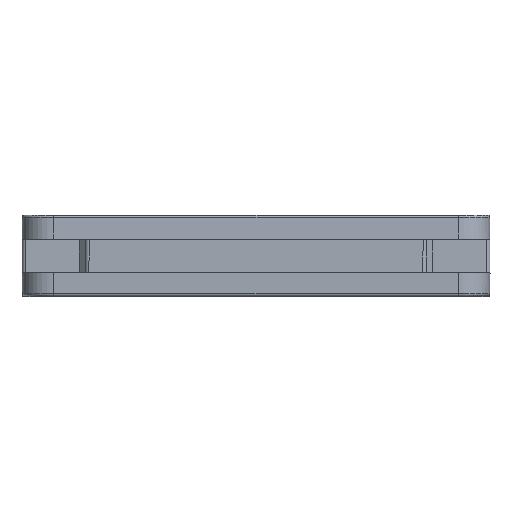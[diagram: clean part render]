
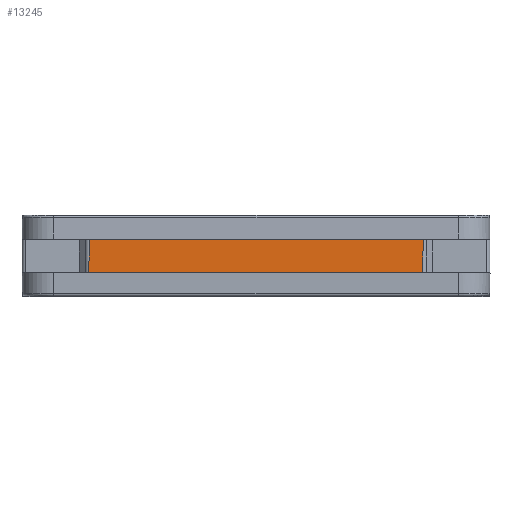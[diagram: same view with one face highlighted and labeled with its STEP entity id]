
A CAD part, top view. The second image highlights one B-rep face of the part: STEP entity #13245.
In plain terms, the highlighted planar face has unit normal (0, 0, 1).
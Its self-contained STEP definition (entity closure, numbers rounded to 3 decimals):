
#4147=CARTESIAN_POINT('',(-26.001,7.3,30.));
#4148=CARTESIAN_POINT('',(-26.008,7.3,30.));
#4149=CARTESIAN_POINT('',(-26.023,7.298,30.));
#4150=CARTESIAN_POINT('',(-26.044,7.288,30.));
#4151=CARTESIAN_POINT('',(-26.057,7.278,30.));
#4152=CARTESIAN_POINT('',(-26.063,7.273,30.));
#4828=DIRECTION('',(-0.001,-1.,0.));
#4829=VECTOR('',#4828,4.18);
#4830=CARTESIAN_POINT('',(-21.408,7.24,30.));
#4831=LINE('',#4830,#4829);
#4874=CARTESIAN_POINT('',(-21.425,7.24,30.));
#4876=DIRECTION('',(-1.,0.,0.));
#4877=VECTOR('',#4876,52.001);
#4878=CARTESIAN_POINT('',(26.001,3.,30.));
#4879=LINE('',#4878,#4877);
#4880=DIRECTION('',(1.,0.007,0.));
#4881=VECTOR('',#4880,4.651);
#4882=CARTESIAN_POINT('',(-26.063,3.027,30.));
#4883=LINE('',#4882,#4881);
#4884=CARTESIAN_POINT('',(-21.408,7.24,30.));
#4885=CARTESIAN_POINT('',(-21.414,7.24,30.));
#4886=CARTESIAN_POINT('',(-21.418,7.24,30.));
#4887=CARTESIAN_POINT('',(-21.425,7.24,30.));
#4889=DIRECTION('',(-1.,0.007,0.));
#4890=VECTOR('',#4889,4.639);
#4891=CARTESIAN_POINT('',(-21.425,7.24,30.));
#4892=LINE('',#4891,#4890);
#4893=DIRECTION('',(1.,0.,0.));
#4894=VECTOR('',#4893,52.001);
#4895=CARTESIAN_POINT('',(-26.001,7.3,30.));
#4896=LINE('',#4895,#4894);
#4897=CARTESIAN_POINT('',(26.001,7.3,30.));
#4898=CARTESIAN_POINT('',(26.008,7.3,30.));
#4899=CARTESIAN_POINT('',(26.023,7.298,30.));
#4900=CARTESIAN_POINT('',(26.044,7.288,30.));
#4901=CARTESIAN_POINT('',(26.057,7.278,30.));
#4902=CARTESIAN_POINT('',(26.063,7.273,30.));
#4904=DIRECTION('',(-1.,-0.007,0.));
#4905=VECTOR('',#4904,4.651);
#4906=CARTESIAN_POINT('',(26.063,7.273,30.));
#4907=LINE('',#4906,#4905);
#4908=CARTESIAN_POINT('',(21.408,3.06,30.));
#4909=CARTESIAN_POINT('',(21.414,3.06,30.));
#4910=CARTESIAN_POINT('',(21.418,3.06,30.));
#4911=CARTESIAN_POINT('',(21.425,3.06,30.));
#4913=DIRECTION('',(1.,-0.007,0.));
#4914=VECTOR('',#4913,4.639);
#4915=CARTESIAN_POINT('',(21.425,3.06,30.));
#4916=LINE('',#4915,#4914);
#4917=CARTESIAN_POINT('',(26.063,3.027,30.));
#4918=CARTESIAN_POINT('',(26.057,3.022,30.));
#4919=CARTESIAN_POINT('',(26.044,3.012,30.));
#4920=CARTESIAN_POINT('',(26.023,3.002,30.));
#4921=CARTESIAN_POINT('',(26.008,3.,30.));
#4922=CARTESIAN_POINT('',(26.001,3.,30.));
#4972=CARTESIAN_POINT('',(-26.063,3.027,30.));
#4973=CARTESIAN_POINT('',(-26.057,3.022,30.));
#4974=CARTESIAN_POINT('',(-26.044,3.012,30.));
#4975=CARTESIAN_POINT('',(-26.023,3.002,30.));
#4976=CARTESIAN_POINT('',(-26.008,3.,30.));
#4977=CARTESIAN_POINT('',(-26.001,3.,30.));
#5123=DIRECTION('',(0.001,1.,0.));
#5124=VECTOR('',#5123,4.18);
#5125=CARTESIAN_POINT('',(21.408,3.06,30.));
#5126=LINE('',#5125,#5124);
#5169=CARTESIAN_POINT('',(21.425,3.06,30.));
#5968=CARTESIAN_POINT('',(-26.063,3.027,30.));
#5969=CARTESIAN_POINT('',(-21.412,3.06,30.));
#5970=VERTEX_POINT('',#5968);
#5971=VERTEX_POINT('',#5969);
#5988=CARTESIAN_POINT('',(26.001,3.,30.));
#5989=CARTESIAN_POINT('',(-26.001,3.,30.));
#5990=VERTEX_POINT('',#5988);
#5991=VERTEX_POINT('',#5989);
#5992=CARTESIAN_POINT('',(-21.408,7.24,30.));
#5993=VERTEX_POINT('',#5992);
#5994=VERTEX_POINT('',#4147);
#5995=VERTEX_POINT('',#4152);
#5996=CARTESIAN_POINT('',(26.001,7.3,30.));
#5997=VERTEX_POINT('',#5996);
#5998=VERTEX_POINT('',#4902);
#5999=CARTESIAN_POINT('',(21.412,7.24,30.));
#6000=VERTEX_POINT('',#5999);
#6001=CARTESIAN_POINT('',(21.408,3.06,30.));
#6002=VERTEX_POINT('',#6001);
#6003=VERTEX_POINT('',#4917);
#6710=VERTEX_POINT('',#5169);
#6789=VERTEX_POINT('',#4874);
#13216=CARTESIAN_POINT('',(0.,0.,30.));
#13217=DIRECTION('',(0.,0.,1.));
#13218=DIRECTION('',(1.,0.,0.));
#13219=AXIS2_PLACEMENT_3D('',#13216,#13217,#13218);
#13220=PLANE('',#13219);
#13222=ORIENTED_EDGE('',*,*,#13221,.T.);
#13224=ORIENTED_EDGE('',*,*,#13223,.F.);
#13226=ORIENTED_EDGE('',*,*,#13225,.T.);
#13227=ORIENTED_EDGE('',*,*,#13202,.F.);
#13228=ORIENTED_EDGE('',*,*,#13211,.T.);
#13229=ORIENTED_EDGE('',*,*,#13186,.T.);
#13230=ORIENTED_EDGE('',*,*,#12455,.F.);
#13231=ORIENTED_EDGE('',*,*,#12472,.T.);
#13232=ORIENTED_EDGE('',*,*,#12515,.T.);
#13234=ORIENTED_EDGE('',*,*,#13233,.T.);
#13236=ORIENTED_EDGE('',*,*,#13235,.F.);
#13238=ORIENTED_EDGE('',*,*,#13237,.T.);
#13240=ORIENTED_EDGE('',*,*,#13239,.T.);
#13242=ORIENTED_EDGE('',*,*,#13241,.T.);
#13243=EDGE_LOOP('',(#13222,#13224,#13226,#13227,#13228,#13229,#13230,#13231,
#13232,#13234,#13236,#13238,#13240,#13242));
#13244=FACE_OUTER_BOUND('',#13243,.F.);
#4153=B_SPLINE_CURVE_WITH_KNOTS('',3,(#4147,#4148,#4149,#4150,#4151,#4152),
.UNSPECIFIED.,.F.,.F.,(4,1,1,4),(0.,0.333,0.667,1.),
.UNSPECIFIED.);
#4888=B_SPLINE_CURVE_WITH_KNOTS('',3,(#4884,#4885,#4886,#4887),.UNSPECIFIED.,
.F.,.F.,(4,4),(0.,1.),.UNSPECIFIED.);
#4903=B_SPLINE_CURVE_WITH_KNOTS('',3,(#4897,#4898,#4899,#4900,#4901,#4902),
.UNSPECIFIED.,.F.,.F.,(4,1,1,4),(0.,0.333,0.667,1.),
.UNSPECIFIED.);
#4912=B_SPLINE_CURVE_WITH_KNOTS('',3,(#4908,#4909,#4910,#4911),.UNSPECIFIED.,
.F.,.F.,(4,4),(0.,1.),.UNSPECIFIED.);
#4923=B_SPLINE_CURVE_WITH_KNOTS('',3,(#4917,#4918,#4919,#4920,#4921,#4922),
.UNSPECIFIED.,.F.,.F.,(4,1,1,4),(0.,0.333,0.667,1.),
.UNSPECIFIED.);
#4978=B_SPLINE_CURVE_WITH_KNOTS('',3,(#4972,#4973,#4974,#4975,#4976,#4977),
.UNSPECIFIED.,.F.,.F.,(4,1,1,4),(0.,0.333,0.667,1.),
.UNSPECIFIED.);
#12455=EDGE_CURVE('',#5994,#5995,#4153,.T.);
#12472=EDGE_CURVE('',#5994,#5997,#4896,.T.);
#12515=EDGE_CURVE('',#5997,#5998,#4903,.T.);
#13186=EDGE_CURVE('',#6789,#5995,#4892,.T.);
#13202=EDGE_CURVE('',#5993,#5971,#4831,.T.);
#13211=EDGE_CURVE('',#5993,#6789,#4888,.T.);
#13221=EDGE_CURVE('',#5990,#5991,#4879,.T.);
#13223=EDGE_CURVE('',#5970,#5991,#4978,.T.);
#13225=EDGE_CURVE('',#5970,#5971,#4883,.T.);
#13233=EDGE_CURVE('',#5998,#6000,#4907,.T.);
#13235=EDGE_CURVE('',#6002,#6000,#5126,.T.);
#13237=EDGE_CURVE('',#6002,#6710,#4912,.T.);
#13239=EDGE_CURVE('',#6710,#6003,#4916,.T.);
#13241=EDGE_CURVE('',#6003,#5990,#4923,.T.);
#13245=ADVANCED_FACE('',(#13244),#13220,.T.);
